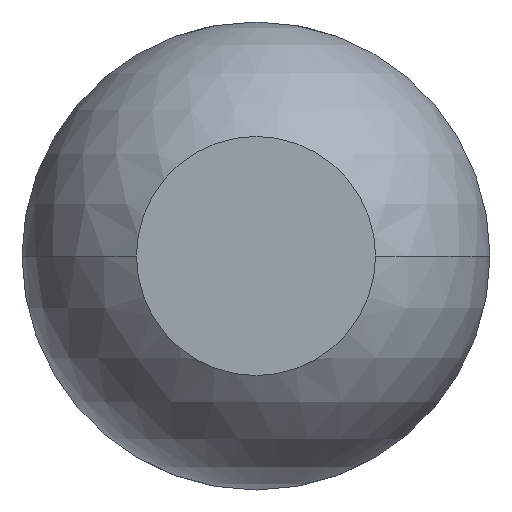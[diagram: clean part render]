
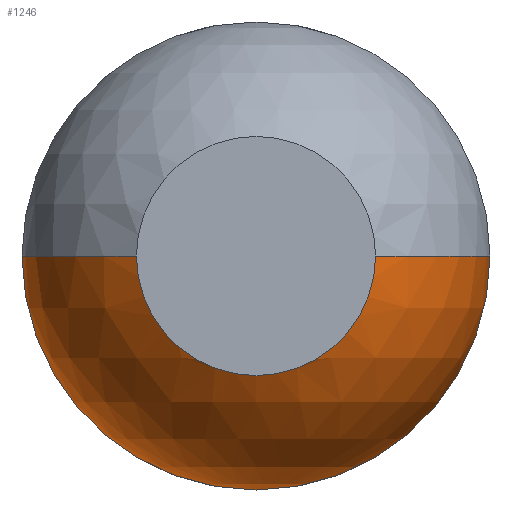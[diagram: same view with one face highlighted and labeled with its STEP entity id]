
A CAD part, front view. The second image highlights one B-rep face of the part: STEP entity #1246.
In plain terms, the highlighted spherical face has radius 0.685 mm.
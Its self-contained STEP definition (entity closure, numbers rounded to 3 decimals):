
#59 = CARTESIAN_POINT ( 'NONE',  ( 0.35, -27., 0. ) ) ;
#140 = VERTEX_POINT ( 'NONE', #1602 ) ;
#160 = FACE_OUTER_BOUND ( 'NONE', #2926, .T. ) ;
#432 = CARTESIAN_POINT ( 'NONE',  ( 0., -26.411, 0. ) ) ;
#710 = DIRECTION ( 'NONE',  ( 0., 0., 1. ) ) ;
#718 = CIRCLE ( 'NONE', #1186, 0.685 ) ;
#725 = DIRECTION ( 'NONE',  ( 0., 1., 0. ) ) ;
#777 = CARTESIAN_POINT ( 'NONE',  ( 0., -26.411, 0. ) ) ;
#815 = EDGE_CURVE ( 'NONE', #1397, #1255, #1627, .T. ) ;
#859 = ORIENTED_EDGE ( 'NONE', *, *, #1853, .F. ) ;
#970 = ORIENTED_EDGE ( 'NONE', *, *, #2580, .F. ) ;
#1186 = AXIS2_PLACEMENT_3D ( 'NONE', #2619, #710, #3836 ) ;
#1207 = VERTEX_POINT ( 'NONE', #2644 ) ;
#1246 = ADVANCED_FACE ( 'Defeature ausgef�hrt1_4', ( #160 ), #2174, .T. ) ;
#1255 = VERTEX_POINT ( 'NONE', #1684 ) ;
#1360 = DIRECTION ( 'NONE',  ( 0., 0., -1. ) ) ;
#1397 = VERTEX_POINT ( 'NONE', #3050 ) ;
#1464 = DIRECTION ( 'NONE',  ( -1., 0., 0. ) ) ;
#1557 = CARTESIAN_POINT ( 'NONE',  ( 0., -27., 0. ) ) ;
#1602 = CARTESIAN_POINT ( 'NONE',  ( 0.685, -26.411, 0. ) ) ;
#1627 = CIRCLE ( 'NONE', #3280, 0.685 ) ;
#1684 = CARTESIAN_POINT ( 'NONE',  ( -0.685, -26.411, 0. ) ) ;
#1690 = AXIS2_PLACEMENT_3D ( 'NONE', #777, #725, #2962 ) ;
#1732 = CARTESIAN_POINT ( 'NONE',  ( 0., -26.411, 0. ) ) ;
#1816 = CARTESIAN_POINT ( 'NONE',  ( 0., -27., 0. ) ) ;
#1853 = EDGE_CURVE ( 'NONE', #2751, #140, #718, .T. ) ;
#1880 = ORIENTED_EDGE ( 'NONE', *, *, #3342, .F. ) ;
#2110 = ORIENTED_EDGE ( 'NONE', *, *, #815, .T. ) ;
#2174 = SPHERICAL_SURFACE ( 'NONE', #2841, 0.685 ) ;
#2196 = AXIS2_PLACEMENT_3D ( 'NONE', #1816, #3732, #3747 ) ;
#2289 = CIRCLE ( 'NONE', #2196, 0.35 ) ;
#2347 = DIRECTION ( 'NONE',  ( 1., 0., 0. ) ) ;
#2365 = DIRECTION ( 'NONE',  ( 0., 1., 0. ) ) ;
#2385 = CIRCLE ( 'NONE', #3812, 0.685 ) ;
#2484 = EDGE_CURVE ( 'Defeature ausgef�hrt1_17+Defeature ausgef�hrt1_4+Defeature ausgef�hrt1_4+Defeature ausgef�hrt1_4', #3133, #2751, #2289, .T. ) ;
#2514 = CARTESIAN_POINT ( 'NONE',  ( 0., -27., -0.35 ) ) ;
#2580 = EDGE_CURVE ( 'Defeature ausgef�hrt1_17+Defeature ausgef�hrt1_4+Defeature ausgef�hrt1_4+Defeature ausgef�hrt1_4', #1397, #3133, #4120, .T. ) ;
#2597 = ORIENTED_EDGE ( 'NONE', *, *, #2484, .F. ) ;
#2619 = CARTESIAN_POINT ( 'NONE',  ( 0., -26.411, 0. ) ) ;
#2644 = CARTESIAN_POINT ( 'NONE',  ( 0., -26.411, -0.685 ) ) ;
#2675 = AXIS2_PLACEMENT_3D ( 'NONE', #1557, #3541, #3867 ) ;
#2751 = VERTEX_POINT ( 'NONE', #59 ) ;
#2754 = ORIENTED_EDGE ( 'NONE', *, *, #3716, .F. ) ;
#2841 = AXIS2_PLACEMENT_3D ( 'NONE', #432, #1360, #2347 ) ;
#2891 = CIRCLE ( 'NONE', #1690, 0.685 ) ;
#2926 = EDGE_LOOP ( 'NONE', ( #970, #2110, #2754, #1880, #859, #2597 ) ) ;
#2962 = DIRECTION ( 'NONE',  ( 0., 0., 1. ) ) ;
#3050 = CARTESIAN_POINT ( 'NONE',  ( -0.35, -27., 0. ) ) ;
#3133 = VERTEX_POINT ( 'NONE', #2514 ) ;
#3280 = AXIS2_PLACEMENT_3D ( 'NONE', #3695, #3379, #1464 ) ;
#3342 = EDGE_CURVE ( 'Defeature ausgef�hrt1_5+Defeature ausgef�hrt1_4+Defeature ausgef�hrt1_4+Defeature ausgef�hrt1_4', #140, #1207, #2891, .T. ) ;
#3379 = DIRECTION ( 'NONE',  ( 0., 0., -1. ) ) ;
#3541 = DIRECTION ( 'NONE',  ( 0., -1., 0. ) ) ;
#3695 = CARTESIAN_POINT ( 'NONE',  ( 0., -26.411, 0. ) ) ;
#3716 = EDGE_CURVE ( 'Defeature ausgef�hrt1_5+Defeature ausgef�hrt1_4+Defeature ausgef�hrt1_4+Defeature ausgef�hrt1_4', #1207, #1255, #2385, .T. ) ;
#3732 = DIRECTION ( 'NONE',  ( 0., -1., 0. ) ) ;
#3747 = DIRECTION ( 'NONE',  ( 0., 0., -1. ) ) ;
#3812 = AXIS2_PLACEMENT_3D ( 'NONE', #1732, #2365, #3988 ) ;
#3836 = DIRECTION ( 'NONE',  ( 1., 0., 0. ) ) ;
#3867 = DIRECTION ( 'NONE',  ( 0., 0., -1. ) ) ;
#3988 = DIRECTION ( 'NONE',  ( 0., 0., 1. ) ) ;
#4120 = CIRCLE ( 'NONE', #2675, 0.35 ) ;
